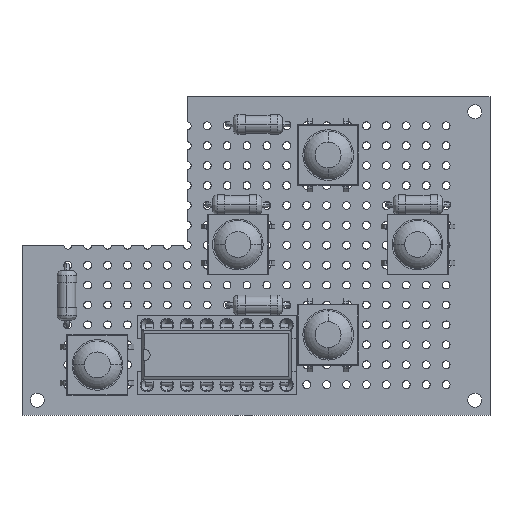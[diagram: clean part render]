
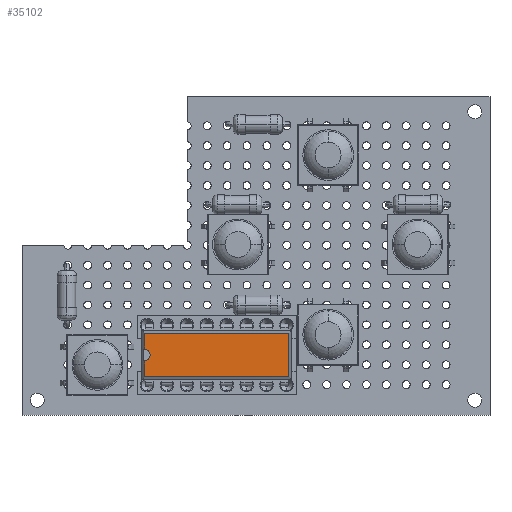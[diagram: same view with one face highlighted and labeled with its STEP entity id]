
A CAD part, top view. The second image highlights one B-rep face of the part: STEP entity #35102.
In plain terms, the highlighted planar face has unit normal (0, 0, 1).
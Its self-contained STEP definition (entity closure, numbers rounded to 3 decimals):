
#511 = CARTESIAN_POINT ( 'NONE',  ( 6.586, -18.08, 3.68 ) ) ;
#1002 = LINE ( 'NONE', #45504, #21259 ) ;
#1143 = DIRECTION ( 'NONE',  ( -1., 0., 0. ) ) ;
#1242 = EDGE_CURVE ( 'NONE', #29927, #41960, #16104, .T. ) ;
#2691 = VERTEX_POINT ( 'NONE', #16103 ) ;
#5322 = CARTESIAN_POINT ( 'NONE',  ( 6.586, -18.08, 3.68 ) ) ;
#6325 = AXIS2_PLACEMENT_3D ( 'NONE', #511, #30383, #8191 ) ;
#7202 = VECTOR ( 'NONE', #11238, 1000. ) ;
#7452 = CARTESIAN_POINT ( 'NONE',  ( 3.81, 0.3, 3.68 ) ) ;
#8191 = DIRECTION ( 'NONE',  ( -1., 0., 0. ) ) ;
#8959 = ORIENTED_EDGE ( 'NONE', *, *, #10722, .F. ) ;
#10190 = ORIENTED_EDGE ( 'NONE', *, *, #13485, .F. ) ;
#10722 = EDGE_CURVE ( 'NONE', #27152, #29927, #1002, .T. ) ;
#11201 = CARTESIAN_POINT ( 'NONE',  ( 6.586, 0.3, 3.68 ) ) ;
#11238 = DIRECTION ( 'NONE',  ( 1., 0., 0. ) ) ;
#11407 = CARTESIAN_POINT ( 'NONE',  ( 3.81, 0.3, 3.68 ) ) ;
#11457 = DIRECTION ( 'NONE',  ( 0., -1., 0. ) ) ;
#12498 = CARTESIAN_POINT ( 'NONE',  ( 1.034, -18.08, 3.68 ) ) ;
#12680 = CARTESIAN_POINT ( 'NONE',  ( 1.034, -18.08, 3.68 ) ) ;
#12965 = VERTEX_POINT ( 'NONE', #11201 ) ;
#12972 = DIRECTION ( 'NONE',  ( 0., 1., 0. ) ) ;
#13485 = EDGE_CURVE ( 'NONE', #2691, #12965, #46925, .T. ) ;
#14400 = VECTOR ( 'NONE', #12972, 1000. ) ;
#16103 = CARTESIAN_POINT ( 'NONE',  ( 4.556, 0.3, 3.68 ) ) ;
#16104 = LINE ( 'NONE', #12498, #14400 ) ;
#19532 = DIRECTION ( 'NONE',  ( 0., 0., 1. ) ) ;
#20645 = AXIS2_PLACEMENT_3D ( 'NONE', #34249, #19532, #1143 ) ;
#21259 = VECTOR ( 'NONE', #27421, 1000. ) ;
#21880 = ORIENTED_EDGE ( 'NONE', *, *, #45203, .F. ) ;
#23693 = EDGE_LOOP ( 'NONE', ( #21880, #25238, #27972, #8959, #29470, #10190 ) ) ;
#25238 = ORIENTED_EDGE ( 'NONE', *, *, #41681, .F. ) ;
#26396 = DIRECTION ( 'NONE',  ( 1., 0., 0. ) ) ;
#27152 = VERTEX_POINT ( 'NONE', #5322 ) ;
#27421 = DIRECTION ( 'NONE',  ( -1., 0., 0. ) ) ;
#27486 = CIRCLE ( 'NONE', #20645, 0.75 ) ;
#27972 = ORIENTED_EDGE ( 'NONE', *, *, #1242, .F. ) ;
#28411 = CARTESIAN_POINT ( 'NONE',  ( 1.034, 0.3, 3.68 ) ) ;
#29470 = ORIENTED_EDGE ( 'NONE', *, *, #43537, .F. ) ;
#29927 = VERTEX_POINT ( 'NONE', #12680 ) ;
#30383 = DIRECTION ( 'NONE',  ( 0., 0., -1. ) ) ;
#32732 = CARTESIAN_POINT ( 'NONE',  ( 3.064, 0.3, 3.68 ) ) ;
#33266 = LINE ( 'NONE', #11407, #7202 ) ;
#33468 = CARTESIAN_POINT ( 'NONE',  ( 6.586, -18.08, 3.68 ) ) ;
#34249 = CARTESIAN_POINT ( 'NONE',  ( 3.81, 0.375, 3.68 ) ) ;
#35102 = ADVANCED_FACE ( 'NONE', ( #42388 ), #37377, .F. ) ;
#37126 = VECTOR ( 'NONE', #26396, 1000. ) ;
#37377 = PLANE ( 'NONE',  #6325 ) ;
#40501 = VERTEX_POINT ( 'NONE', #32732 ) ;
#41681 = EDGE_CURVE ( 'NONE', #41960, #40501, #33266, .T. ) ;
#41960 = VERTEX_POINT ( 'NONE', #28411 ) ;
#42090 = VECTOR ( 'NONE', #11457, 1000. ) ;
#42388 = FACE_OUTER_BOUND ( 'NONE', #23693, .T. ) ;
#43537 = EDGE_CURVE ( 'NONE', #12965, #27152, #45551, .T. ) ;
#45203 = EDGE_CURVE ( 'NONE', #40501, #2691, #27486, .T. ) ;
#45504 = CARTESIAN_POINT ( 'NONE',  ( 3.81, -18.08, 3.68 ) ) ;
#45551 = LINE ( 'NONE', #33468, #42090 ) ;
#46925 = LINE ( 'NONE', #7452, #37126 ) ;
